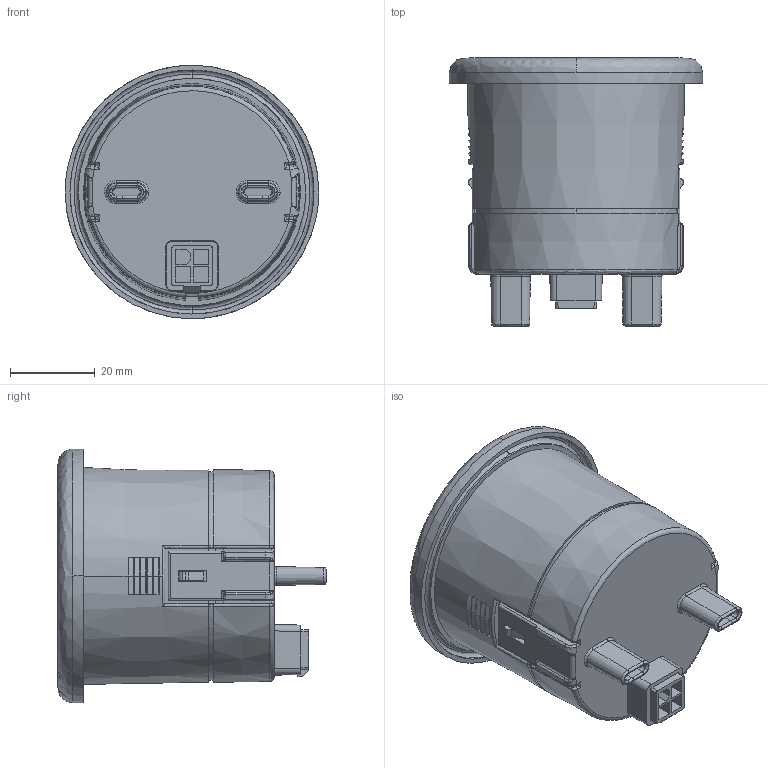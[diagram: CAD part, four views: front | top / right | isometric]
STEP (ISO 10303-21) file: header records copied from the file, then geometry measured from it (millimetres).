
FILE_DESCRIPTION (( 'STEP AP214' ), '1' );
FILE_NAME ('3100R.STEP', '2020-04-07T18:51:15', ( '' ), ( '' ), 'SwSTEP 2.0', 'SolidWorks 2018', '' );
FILE_SCHEMA (( 'AUTOMOTIVE_DESIGN' ));
Length unit declared in the file: inch
Products named in the file (1): 3100R
Bounding box: 60 x 63.45 x 60 mm (x, y, z)
Volume: 105544 mm3; surface area: 17734.1 mm2
Topology: 1 solids, 1 shells, 516 faces, 1401 edges, 889 vertices
Faces by surface type: plane 215, bspline 152, cylinder 100, cone 49
Entity records: 40202 total; most frequent: CARTESIAN_POINT 22710, ORIENTED_EDGE 2786, DIRECTION 1517, EDGE_CURVE 1393, VERTEX_POINT 889, VECTOR 615, LINE 615, B_SPLINE_CURVE_WITH_KNOTS 593
